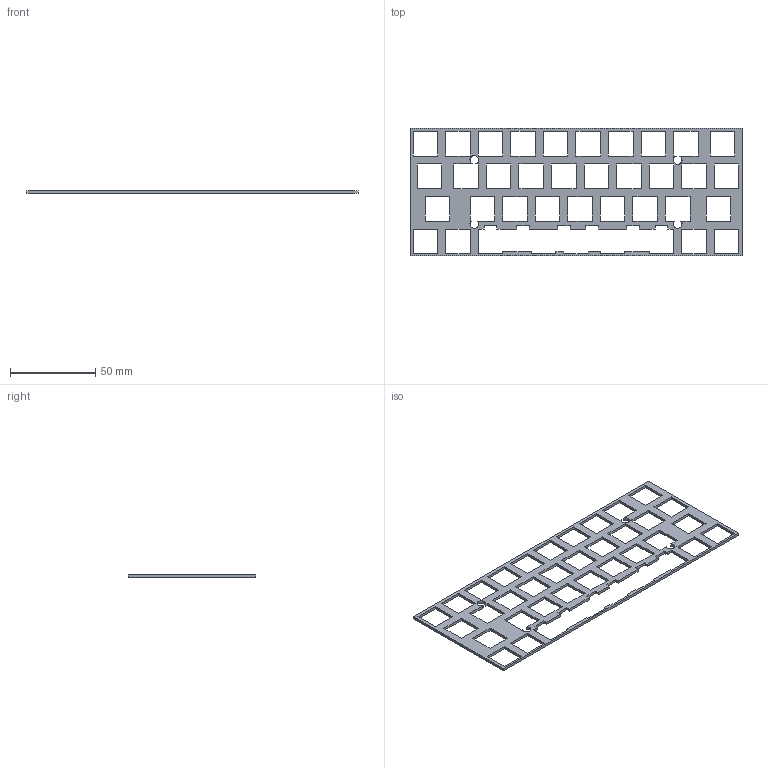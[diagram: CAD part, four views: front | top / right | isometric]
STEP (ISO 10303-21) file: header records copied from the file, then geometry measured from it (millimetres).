
FILE_DESCRIPTION(/* description */ (''),/* implementation_level */ '2;1');
FILE_NAME(/* name */ 'QAZ All Plate 14.4 Holes.step',/* time_stamp */ '2022-10-15T12:08:37-07:00',/* author */ (''),/* organization */ (''),/* preprocessor_version */ 'ST-DEVELOPER v19',/* originating_system */ 'Autodesk Translation Framework v11.7.0.108',/* authorisation */ '');
FILE_SCHEMA (('AUTOMOTIVE_DESIGN { 1 0 10303 214 3 1 1 }'));
Length unit declared in the file: millimetre
Products named in the file (1): (Unsaved)
Bounding box: 194.26 x 74.54 x 1.6 mm (x, y, z)
Volume: 9390.7 mm3; surface area: 16166.3 mm2
Topology: 1 solids, 1 shells, 190 faces, 564 edges, 376 vertices
Faces by surface type: plane 186, cylinder 4
Entity records: 6405 total; most frequent: CARTESIAN_POINT 1131, ORIENTED_EDGE 1128, DIRECTION 954, EDGE_CURVE 564, LINE 556, VECTOR 556, VERTEX_POINT 376, EDGE_LOOP 258
